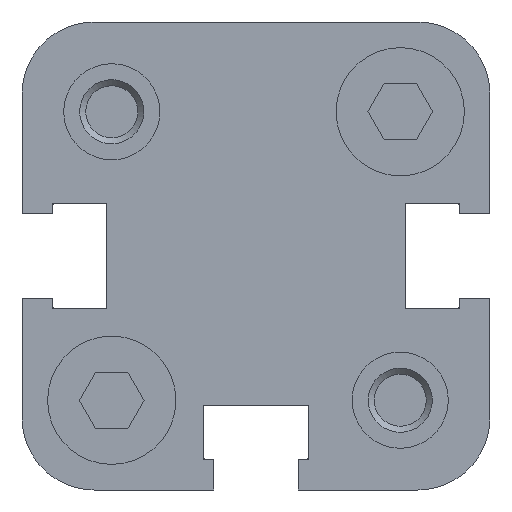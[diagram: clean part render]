
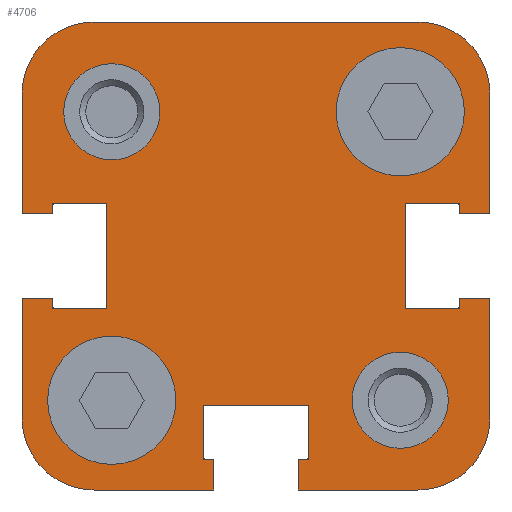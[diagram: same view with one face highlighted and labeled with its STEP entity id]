
A CAD part, front view. The second image highlights one B-rep face of the part: STEP entity #4706.
In plain terms, the highlighted face is planar.
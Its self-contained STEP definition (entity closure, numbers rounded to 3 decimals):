
#191=FACE_BOUND('',#854,.T.);
#192=FACE_BOUND('',#855,.T.);
#193=FACE_BOUND('',#856,.T.);
#194=FACE_BOUND('',#857,.T.);
#314=CIRCLE('',#5079,3.);
#320=CIRCLE('',#5090,4.);
#321=CIRCLE('',#5092,3.);
#333=CIRCLE('',#5112,4.5);
#334=CIRCLE('',#5113,4.5);
#335=CIRCLE('',#5114,4.5);
#336=CIRCLE('',#5115,4.5);
#337=CIRCLE('',#5116,4.);
#539=FACE_OUTER_BOUND('',#853,.T.);
#853=EDGE_LOOP('',(#3995,#3996,#3997,#3998,#3999,#4000,#4001,#4002,#4003,
#4004,#4005,#4006,#4007,#4008,#4009,#4010,#4011,#4012,#4013,#4014,#4015,
#4016,#4017,#4018,#4019,#4020,#4021,#4022,#4023,#4024,#4025,#4026));
#854=EDGE_LOOP('',(#4027));
#855=EDGE_LOOP('',(#4028));
#856=EDGE_LOOP('',(#4029));
#857=EDGE_LOOP('',(#4030));
#1300=LINE('',#7656,#1798);
#1301=LINE('',#7658,#1799);
#1302=LINE('',#7660,#1800);
#1303=LINE('',#7662,#1801);
#1304=LINE('',#7664,#1802);
#1305=LINE('',#7666,#1803);
#1306=LINE('',#7668,#1804);
#1307=LINE('',#7670,#1805);
#1308=LINE('',#7672,#1806);
#1309=LINE('',#7676,#1807);
#1310=LINE('',#7678,#1808);
#1311=LINE('',#7680,#1809);
#1312=LINE('',#7682,#1810);
#1313=LINE('',#7684,#1811);
#1314=LINE('',#7686,#1812);
#1315=LINE('',#7688,#1813);
#1316=LINE('',#7690,#1814);
#1317=LINE('',#7692,#1815);
#1318=LINE('',#7696,#1816);
#1319=LINE('',#7698,#1817);
#1320=LINE('',#7700,#1818);
#1321=LINE('',#7702,#1819);
#1322=LINE('',#7704,#1820);
#1323=LINE('',#7706,#1821);
#1324=LINE('',#7708,#1822);
#1325=LINE('',#7710,#1823);
#1326=LINE('',#7712,#1824);
#1327=LINE('',#7716,#1825);
#1798=VECTOR('',#6235,7.45);
#1799=VECTOR('',#6236,1.9);
#1800=VECTOR('',#6237,0.65);
#1801=VECTOR('',#6238,3.4);
#1802=VECTOR('',#6239,6.6);
#1803=VECTOR('',#6240,3.4);
#1804=VECTOR('',#6241,0.65);
#1805=VECTOR('',#6242,1.9);
#1806=VECTOR('',#6243,7.45);
#1807=VECTOR('',#6246,7.45);
#1808=VECTOR('',#6247,1.9);
#1809=VECTOR('',#6248,0.65);
#1810=VECTOR('',#6249,3.4);
#1811=VECTOR('',#6250,6.6);
#1812=VECTOR('',#6251,3.4);
#1813=VECTOR('',#6252,0.65);
#1814=VECTOR('',#6253,1.9);
#1815=VECTOR('',#6254,7.45);
#1816=VECTOR('',#6257,7.45);
#1817=VECTOR('',#6258,1.9);
#1818=VECTOR('',#6259,0.65);
#1819=VECTOR('',#6260,3.4);
#1820=VECTOR('',#6261,6.6);
#1821=VECTOR('',#6262,3.4);
#1822=VECTOR('',#6263,0.65);
#1823=VECTOR('',#6264,1.9);
#1824=VECTOR('',#6265,7.45);
#1825=VECTOR('',#6268,20.2);
#2248=VERTEX_POINT('',#7546);
#2254=VERTEX_POINT('',#7563);
#2255=VERTEX_POINT('',#7566);
#2295=VERTEX_POINT('',#7654);
#2296=VERTEX_POINT('',#7655);
#2297=VERTEX_POINT('',#7657);
#2298=VERTEX_POINT('',#7659);
#2299=VERTEX_POINT('',#7661);
#2300=VERTEX_POINT('',#7663);
#2301=VERTEX_POINT('',#7665);
#2302=VERTEX_POINT('',#7667);
#2303=VERTEX_POINT('',#7669);
#2304=VERTEX_POINT('',#7671);
#2305=VERTEX_POINT('',#7673);
#2306=VERTEX_POINT('',#7675);
#2307=VERTEX_POINT('',#7677);
#2308=VERTEX_POINT('',#7679);
#2309=VERTEX_POINT('',#7681);
#2310=VERTEX_POINT('',#7683);
#2311=VERTEX_POINT('',#7685);
#2312=VERTEX_POINT('',#7687);
#2313=VERTEX_POINT('',#7689);
#2314=VERTEX_POINT('',#7691);
#2315=VERTEX_POINT('',#7693);
#2316=VERTEX_POINT('',#7695);
#2317=VERTEX_POINT('',#7697);
#2318=VERTEX_POINT('',#7699);
#2319=VERTEX_POINT('',#7701);
#2320=VERTEX_POINT('',#7703);
#2321=VERTEX_POINT('',#7705);
#2322=VERTEX_POINT('',#7707);
#2323=VERTEX_POINT('',#7709);
#2324=VERTEX_POINT('',#7711);
#2325=VERTEX_POINT('',#7713);
#2326=VERTEX_POINT('',#7715);
#2327=VERTEX_POINT('',#7718);
#2839=EDGE_CURVE('',#2248,#2248,#314,.T.);
#2845=EDGE_CURVE('',#2254,#2254,#320,.T.);
#2846=EDGE_CURVE('',#2255,#2255,#321,.T.);
#2886=EDGE_CURVE('',#2295,#2296,#1300,.T.);
#2887=EDGE_CURVE('',#2297,#2295,#1301,.T.);
#2888=EDGE_CURVE('',#2298,#2297,#1302,.T.);
#2889=EDGE_CURVE('',#2299,#2298,#1303,.T.);
#2890=EDGE_CURVE('',#2300,#2299,#1304,.T.);
#2891=EDGE_CURVE('',#2301,#2300,#1305,.T.);
#2892=EDGE_CURVE('',#2302,#2301,#1306,.T.);
#2893=EDGE_CURVE('',#2303,#2302,#1307,.T.);
#2894=EDGE_CURVE('',#2304,#2303,#1308,.T.);
#2895=EDGE_CURVE('',#2305,#2304,#333,.T.);
#2896=EDGE_CURVE('',#2306,#2305,#1309,.T.);
#2897=EDGE_CURVE('',#2307,#2306,#1310,.T.);
#2898=EDGE_CURVE('',#2308,#2307,#1311,.T.);
#2899=EDGE_CURVE('',#2309,#2308,#1312,.T.);
#2900=EDGE_CURVE('',#2310,#2309,#1313,.T.);
#2901=EDGE_CURVE('',#2311,#2310,#1314,.T.);
#2902=EDGE_CURVE('',#2312,#2311,#1315,.T.);
#2903=EDGE_CURVE('',#2313,#2312,#1316,.T.);
#2904=EDGE_CURVE('',#2314,#2313,#1317,.T.);
#2905=EDGE_CURVE('',#2315,#2314,#334,.T.);
#2906=EDGE_CURVE('',#2316,#2315,#1318,.T.);
#2907=EDGE_CURVE('',#2317,#2316,#1319,.T.);
#2908=EDGE_CURVE('',#2318,#2317,#1320,.T.);
#2909=EDGE_CURVE('',#2319,#2318,#1321,.T.);
#2910=EDGE_CURVE('',#2320,#2319,#1322,.T.);
#2911=EDGE_CURVE('',#2321,#2320,#1323,.T.);
#2912=EDGE_CURVE('',#2322,#2321,#1324,.T.);
#2913=EDGE_CURVE('',#2323,#2322,#1325,.T.);
#2914=EDGE_CURVE('',#2324,#2323,#1326,.T.);
#2915=EDGE_CURVE('',#2325,#2324,#335,.T.);
#2916=EDGE_CURVE('',#2326,#2325,#1327,.T.);
#2917=EDGE_CURVE('',#2296,#2326,#336,.T.);
#2918=EDGE_CURVE('',#2327,#2327,#337,.T.);
#3995=ORIENTED_EDGE('',*,*,#2886,.F.);
#3996=ORIENTED_EDGE('',*,*,#2887,.F.);
#3997=ORIENTED_EDGE('',*,*,#2888,.F.);
#3998=ORIENTED_EDGE('',*,*,#2889,.F.);
#3999=ORIENTED_EDGE('',*,*,#2890,.F.);
#4000=ORIENTED_EDGE('',*,*,#2891,.F.);
#4001=ORIENTED_EDGE('',*,*,#2892,.F.);
#4002=ORIENTED_EDGE('',*,*,#2893,.F.);
#4003=ORIENTED_EDGE('',*,*,#2894,.F.);
#4004=ORIENTED_EDGE('',*,*,#2895,.F.);
#4005=ORIENTED_EDGE('',*,*,#2896,.F.);
#4006=ORIENTED_EDGE('',*,*,#2897,.F.);
#4007=ORIENTED_EDGE('',*,*,#2898,.F.);
#4008=ORIENTED_EDGE('',*,*,#2899,.F.);
#4009=ORIENTED_EDGE('',*,*,#2900,.F.);
#4010=ORIENTED_EDGE('',*,*,#2901,.F.);
#4011=ORIENTED_EDGE('',*,*,#2902,.F.);
#4012=ORIENTED_EDGE('',*,*,#2903,.F.);
#4013=ORIENTED_EDGE('',*,*,#2904,.F.);
#4014=ORIENTED_EDGE('',*,*,#2905,.F.);
#4015=ORIENTED_EDGE('',*,*,#2906,.F.);
#4016=ORIENTED_EDGE('',*,*,#2907,.F.);
#4017=ORIENTED_EDGE('',*,*,#2908,.F.);
#4018=ORIENTED_EDGE('',*,*,#2909,.F.);
#4019=ORIENTED_EDGE('',*,*,#2910,.F.);
#4020=ORIENTED_EDGE('',*,*,#2911,.F.);
#4021=ORIENTED_EDGE('',*,*,#2912,.F.);
#4022=ORIENTED_EDGE('',*,*,#2913,.F.);
#4023=ORIENTED_EDGE('',*,*,#2914,.F.);
#4024=ORIENTED_EDGE('',*,*,#2915,.F.);
#4025=ORIENTED_EDGE('',*,*,#2916,.F.);
#4026=ORIENTED_EDGE('',*,*,#2917,.F.);
#4027=ORIENTED_EDGE('',*,*,#2918,.F.);
#4028=ORIENTED_EDGE('',*,*,#2839,.F.);
#4029=ORIENTED_EDGE('',*,*,#2845,.F.);
#4030=ORIENTED_EDGE('',*,*,#2846,.F.);
#4457=PLANE('',#5111);
#4706=ADVANCED_FACE('',(#539,#191,#192,#193,#194),#4457,.F.);
#5079=AXIS2_PLACEMENT_3D('',#7547,#6141,#6142);
#5090=AXIS2_PLACEMENT_3D('',#7564,#6163,#6164);
#5092=AXIS2_PLACEMENT_3D('',#7567,#6167,#6168);
#5111=AXIS2_PLACEMENT_3D('',#7653,#6233,#6234);
#5112=AXIS2_PLACEMENT_3D('',#7674,#6244,#6245);
#5113=AXIS2_PLACEMENT_3D('',#7694,#6255,#6256);
#5114=AXIS2_PLACEMENT_3D('',#7714,#6266,#6267);
#5115=AXIS2_PLACEMENT_3D('',#7717,#6269,#6270);
#5116=AXIS2_PLACEMENT_3D('',#7719,#6271,#6272);
#6141=DIRECTION('center_axis',(0.,0.,-1.));
#6142=DIRECTION('ref_axis',(-1.,0.,0.));
#6163=DIRECTION('center_axis',(0.,0.,-1.));
#6164=DIRECTION('ref_axis',(-1.,0.,0.));
#6167=DIRECTION('center_axis',(0.,0.,-1.));
#6168=DIRECTION('ref_axis',(-1.,0.,0.));
#6233=DIRECTION('center_axis',(0.,0.,1.));
#6234=DIRECTION('ref_axis',(1.,0.,0.));
#6235=DIRECTION('',(0.,-1.,0.));
#6236=DIRECTION('',(-1.,0.,0.));
#6237=DIRECTION('',(0.,1.,0.));
#6238=DIRECTION('',(-1.,0.,0.));
#6239=DIRECTION('',(0.,-1.,0.));
#6240=DIRECTION('',(1.,0.,0.));
#6241=DIRECTION('',(0.,1.,0.));
#6242=DIRECTION('',(1.,0.,0.));
#6243=DIRECTION('',(0.,-1.,0.));
#6244=DIRECTION('center_axis',(0.,0.,1.));
#6245=DIRECTION('ref_axis',(1.,0.,0.));
#6246=DIRECTION('',(-1.,0.,0.));
#6247=DIRECTION('',(0.,1.,0.));
#6248=DIRECTION('',(1.,0.,0.));
#6249=DIRECTION('',(0.,1.,0.));
#6250=DIRECTION('',(-1.,0.,0.));
#6251=DIRECTION('',(0.,-1.,0.));
#6252=DIRECTION('',(1.,0.,0.));
#6253=DIRECTION('',(0.,-1.,0.));
#6254=DIRECTION('',(-1.,0.,0.));
#6255=DIRECTION('center_axis',(0.,0.,1.));
#6256=DIRECTION('ref_axis',(1.,0.,0.));
#6257=DIRECTION('',(0.,1.,0.));
#6258=DIRECTION('',(1.,0.,0.));
#6259=DIRECTION('',(0.,-1.,0.));
#6260=DIRECTION('',(1.,0.,0.));
#6261=DIRECTION('',(0.,1.,0.));
#6262=DIRECTION('',(-1.,0.,0.));
#6263=DIRECTION('',(0.,-1.,0.));
#6264=DIRECTION('',(-1.,0.,0.));
#6265=DIRECTION('',(0.,1.,0.));
#6266=DIRECTION('center_axis',(0.,0.,1.));
#6267=DIRECTION('ref_axis',(1.,0.,0.));
#6268=DIRECTION('',(1.,0.,0.));
#6269=DIRECTION('center_axis',(0.,0.,1.));
#6270=DIRECTION('ref_axis',(1.,0.,0.));
#6271=DIRECTION('center_axis',(0.,0.,-1.));
#6272=DIRECTION('ref_axis',(-1.,0.,0.));
#7546=CARTESIAN_POINT('',(-12.,-9.,0.));
#7547=CARTESIAN_POINT('Origin',(-9.,-9.,0.));
#7563=CARTESIAN_POINT('',(5.,-9.,0.));
#7564=CARTESIAN_POINT('Origin',(9.,-9.,0.));
#7566=CARTESIAN_POINT('',(6.,9.,0.));
#7567=CARTESIAN_POINT('Origin',(9.,9.,0.));
#7653=CARTESIAN_POINT('Origin',(-10.1,-10.1,0.));
#7654=CARTESIAN_POINT('',(-14.6,-2.65,0.));
#7655=CARTESIAN_POINT('',(-14.6,-10.1,0.));
#7656=CARTESIAN_POINT('',(-14.6,-2.65,0.));
#7657=CARTESIAN_POINT('',(-12.7,-2.65,0.));
#7658=CARTESIAN_POINT('',(-12.7,-2.65,0.));
#7659=CARTESIAN_POINT('',(-12.7,-3.3,0.));
#7660=CARTESIAN_POINT('',(-12.7,-3.3,0.));
#7661=CARTESIAN_POINT('',(-9.3,-3.3,0.));
#7662=CARTESIAN_POINT('',(-9.3,-3.3,0.));
#7663=CARTESIAN_POINT('',(-9.3,3.3,0.));
#7664=CARTESIAN_POINT('',(-9.3,3.3,0.));
#7665=CARTESIAN_POINT('',(-12.7,3.3,0.));
#7666=CARTESIAN_POINT('',(-12.7,3.3,0.));
#7667=CARTESIAN_POINT('',(-12.7,2.65,0.));
#7668=CARTESIAN_POINT('',(-12.7,2.65,0.));
#7669=CARTESIAN_POINT('',(-14.6,2.65,0.));
#7670=CARTESIAN_POINT('',(-14.6,2.65,0.));
#7671=CARTESIAN_POINT('',(-14.6,10.1,0.));
#7672=CARTESIAN_POINT('',(-14.6,10.1,0.));
#7673=CARTESIAN_POINT('',(-10.1,14.6,0.));
#7674=CARTESIAN_POINT('Origin',(-10.1,10.1,0.));
#7675=CARTESIAN_POINT('',(-2.65,14.6,0.));
#7676=CARTESIAN_POINT('',(-2.65,14.6,0.));
#7677=CARTESIAN_POINT('',(-2.65,12.7,0.));
#7678=CARTESIAN_POINT('',(-2.65,12.7,0.));
#7679=CARTESIAN_POINT('',(-3.3,12.7,0.));
#7680=CARTESIAN_POINT('',(-3.3,12.7,0.));
#7681=CARTESIAN_POINT('',(-3.3,9.3,0.));
#7682=CARTESIAN_POINT('',(-3.3,9.3,0.));
#7683=CARTESIAN_POINT('',(3.3,9.3,0.));
#7684=CARTESIAN_POINT('',(3.3,9.3,0.));
#7685=CARTESIAN_POINT('',(3.3,12.7,0.));
#7686=CARTESIAN_POINT('',(3.3,12.7,0.));
#7687=CARTESIAN_POINT('',(2.65,12.7,0.));
#7688=CARTESIAN_POINT('',(2.65,12.7,0.));
#7689=CARTESIAN_POINT('',(2.65,14.6,0.));
#7690=CARTESIAN_POINT('',(2.65,14.6,0.));
#7691=CARTESIAN_POINT('',(10.1,14.6,0.));
#7692=CARTESIAN_POINT('',(10.1,14.6,0.));
#7693=CARTESIAN_POINT('',(14.6,10.1,0.));
#7694=CARTESIAN_POINT('Origin',(10.1,10.1,0.));
#7695=CARTESIAN_POINT('',(14.6,2.65,0.));
#7696=CARTESIAN_POINT('',(14.6,2.65,0.));
#7697=CARTESIAN_POINT('',(12.7,2.65,0.));
#7698=CARTESIAN_POINT('',(12.7,2.65,0.));
#7699=CARTESIAN_POINT('',(12.7,3.3,0.));
#7700=CARTESIAN_POINT('',(12.7,3.3,0.));
#7701=CARTESIAN_POINT('',(9.3,3.3,0.));
#7702=CARTESIAN_POINT('',(9.3,3.3,0.));
#7703=CARTESIAN_POINT('',(9.3,-3.3,0.));
#7704=CARTESIAN_POINT('',(9.3,-3.3,0.));
#7705=CARTESIAN_POINT('',(12.7,-3.3,0.));
#7706=CARTESIAN_POINT('',(12.7,-3.3,0.));
#7707=CARTESIAN_POINT('',(12.7,-2.65,0.));
#7708=CARTESIAN_POINT('',(12.7,-2.65,0.));
#7709=CARTESIAN_POINT('',(14.6,-2.65,0.));
#7710=CARTESIAN_POINT('',(14.6,-2.65,0.));
#7711=CARTESIAN_POINT('',(14.6,-10.1,0.));
#7712=CARTESIAN_POINT('',(14.6,-10.1,0.));
#7713=CARTESIAN_POINT('',(10.1,-14.6,0.));
#7714=CARTESIAN_POINT('Origin',(10.1,-10.1,0.));
#7715=CARTESIAN_POINT('',(-10.1,-14.6,0.));
#7716=CARTESIAN_POINT('',(-10.1,-14.6,0.));
#7717=CARTESIAN_POINT('Origin',(-10.1,-10.1,0.));
#7718=CARTESIAN_POINT('',(-13.,9.,0.));
#7719=CARTESIAN_POINT('Origin',(-9.,9.,0.));
